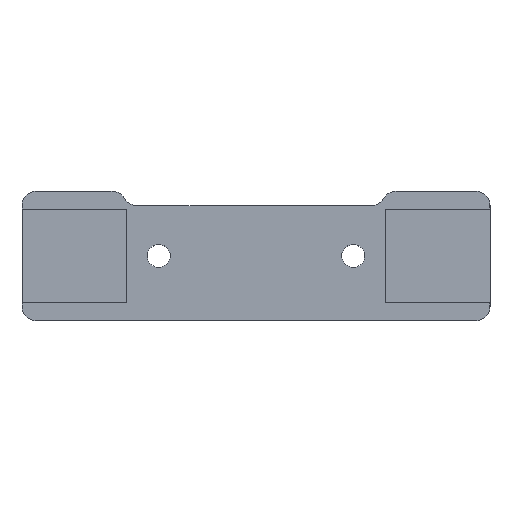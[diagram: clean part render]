
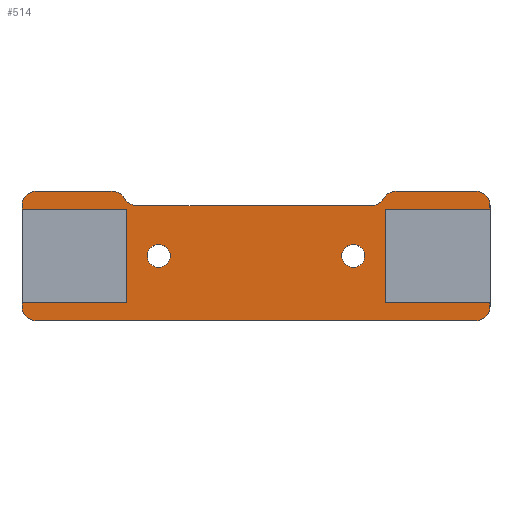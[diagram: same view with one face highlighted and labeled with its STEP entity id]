
A CAD part, top view. The second image highlights one B-rep face of the part: STEP entity #514.
In plain terms, the highlighted planar face has unit normal (0, 0, 1).
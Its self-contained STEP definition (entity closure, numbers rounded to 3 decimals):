
#17=FACE_BOUND('',#89,.T.);
#18=FACE_BOUND('',#90,.T.);
#34=PLANE('',#574);
#60=FACE_OUTER_BOUND('',#88,.T.);
#88=EDGE_LOOP('',(#455,#456,#457,#458,#459,#460,#461,#462,#463,#464,#465,
#466,#467,#468,#469,#470,#471,#472,#473,#474,#475,#476));
#89=EDGE_LOOP('',(#477));
#90=EDGE_LOOP('',(#478));
#93=LINE('',#733,#145);
#105=LINE('',#780,#157);
#108=LINE('',#789,#160);
#112=LINE('',#796,#164);
#115=LINE('',#804,#167);
#118=LINE('',#812,#170);
#120=LINE('',#820,#172);
#124=LINE('',#828,#176);
#127=LINE('',#834,#179);
#131=LINE('',#842,#183);
#134=LINE('',#848,#186);
#137=LINE('',#853,#189);
#139=LINE('',#857,#191);
#140=LINE('',#858,#192);
#145=VECTOR('',#587,10.);
#157=VECTOR('',#633,10.);
#160=VECTOR('',#642,10.);
#164=VECTOR('',#646,10.);
#167=VECTOR('',#655,10.);
#170=VECTOR('',#664,10.);
#172=VECTOR('',#672,10.);
#176=VECTOR('',#678,10.);
#179=VECTOR('',#683,10.);
#183=VECTOR('',#691,10.);
#186=VECTOR('',#696,10.);
#189=VECTOR('',#701,10.);
#191=VECTOR('',#707,10.);
#192=VECTOR('',#708,10.);
#195=CIRCLE('',#530,2.);
#198=CIRCLE('',#535,2.);
#200=CIRCLE('',#538,2.);
#208=CIRCLE('',#548,2.);
#209=CIRCLE('',#551,2.);
#210=CIRCLE('',#554,2.);
#211=CIRCLE('',#557,2.);
#212=CIRCLE('',#560,2.);
#213=CIRCLE('',#571,1.6);
#214=CIRCLE('',#573,1.6);
#215=VERTEX_POINT('',#723);
#216=VERTEX_POINT('',#724);
#219=VERTEX_POINT('',#732);
#223=VERTEX_POINT('',#741);
#224=VERTEX_POINT('',#743);
#236=VERTEX_POINT('',#774);
#237=VERTEX_POINT('',#778);
#238=VERTEX_POINT('',#782);
#239=VERTEX_POINT('',#786);
#240=VERTEX_POINT('',#788);
#243=VERTEX_POINT('',#794);
#244=VERTEX_POINT('',#798);
#245=VERTEX_POINT('',#800);
#246=VERTEX_POINT('',#806);
#247=VERTEX_POINT('',#810);
#248=VERTEX_POINT('',#814);
#249=VERTEX_POINT('',#818);
#250=VERTEX_POINT('',#819);
#253=VERTEX_POINT('',#827);
#255=VERTEX_POINT('',#833);
#257=VERTEX_POINT('',#841);
#259=VERTEX_POINT('',#847);
#261=VERTEX_POINT('',#860);
#262=VERTEX_POINT('',#864);
#263=EDGE_CURVE('',#215,#216,#195,.T.);
#267=EDGE_CURVE('',#216,#219,#93,.T.);
#272=EDGE_CURVE('',#223,#224,#198,.T.);
#275=EDGE_CURVE('',#219,#223,#200,.T.);
#289=EDGE_CURVE('',#236,#215,#208,.T.);
#291=EDGE_CURVE('',#236,#237,#105,.T.);
#293=EDGE_CURVE('',#238,#237,#209,.T.);
#295=EDGE_CURVE('',#239,#240,#108,.T.);
#299=EDGE_CURVE('',#243,#238,#112,.T.);
#301=EDGE_CURVE('',#244,#245,#210,.T.);
#303=EDGE_CURVE('',#224,#244,#115,.T.);
#305=EDGE_CURVE('',#246,#239,#211,.T.);
#307=EDGE_CURVE('',#247,#246,#118,.T.);
#309=EDGE_CURVE('',#248,#247,#212,.T.);
#310=EDGE_CURVE('',#249,#250,#120,.T.);
#314=EDGE_CURVE('',#253,#249,#124,.T.);
#317=EDGE_CURVE('',#255,#253,#127,.T.);
#321=EDGE_CURVE('',#257,#240,#131,.T.);
#324=EDGE_CURVE('',#259,#257,#134,.T.);
#327=EDGE_CURVE('',#243,#259,#137,.T.);
#329=EDGE_CURVE('',#245,#250,#139,.T.);
#330=EDGE_CURVE('',#255,#248,#140,.T.);
#332=EDGE_CURVE('',#261,#261,#213,.T.);
#334=EDGE_CURVE('',#262,#262,#214,.T.);
#455=ORIENTED_EDGE('',*,*,#272,.F.);
#456=ORIENTED_EDGE('',*,*,#275,.F.);
#457=ORIENTED_EDGE('',*,*,#267,.F.);
#458=ORIENTED_EDGE('',*,*,#263,.F.);
#459=ORIENTED_EDGE('',*,*,#289,.F.);
#460=ORIENTED_EDGE('',*,*,#291,.T.);
#461=ORIENTED_EDGE('',*,*,#293,.F.);
#462=ORIENTED_EDGE('',*,*,#299,.F.);
#463=ORIENTED_EDGE('',*,*,#327,.T.);
#464=ORIENTED_EDGE('',*,*,#324,.T.);
#465=ORIENTED_EDGE('',*,*,#321,.T.);
#466=ORIENTED_EDGE('',*,*,#295,.F.);
#467=ORIENTED_EDGE('',*,*,#305,.F.);
#468=ORIENTED_EDGE('',*,*,#307,.F.);
#469=ORIENTED_EDGE('',*,*,#309,.F.);
#470=ORIENTED_EDGE('',*,*,#330,.F.);
#471=ORIENTED_EDGE('',*,*,#317,.T.);
#472=ORIENTED_EDGE('',*,*,#314,.T.);
#473=ORIENTED_EDGE('',*,*,#310,.T.);
#474=ORIENTED_EDGE('',*,*,#329,.F.);
#475=ORIENTED_EDGE('',*,*,#301,.F.);
#476=ORIENTED_EDGE('',*,*,#303,.F.);
#477=ORIENTED_EDGE('',*,*,#334,.F.);
#478=ORIENTED_EDGE('',*,*,#332,.F.);
#514=ADVANCED_FACE('',(#60,#17,#18),#34,.F.);
#530=AXIS2_PLACEMENT_3D('',#725,#579,#580);
#535=AXIS2_PLACEMENT_3D('',#744,#595,#596);
#538=AXIS2_PLACEMENT_3D('',#748,#602,#603);
#548=AXIS2_PLACEMENT_3D('',#776,#628,#629);
#551=AXIS2_PLACEMENT_3D('',#784,#637,#638);
#554=AXIS2_PLACEMENT_3D('',#801,#650,#651);
#557=AXIS2_PLACEMENT_3D('',#808,#659,#660);
#560=AXIS2_PLACEMENT_3D('',#816,#668,#669);
#571=AXIS2_PLACEMENT_3D('',#862,#712,#713);
#573=AXIS2_PLACEMENT_3D('',#866,#717,#718);
#574=AXIS2_PLACEMENT_3D('',#867,#719,#720);
#579=DIRECTION('center_axis',(0.,0.,
1.));
#580=DIRECTION('ref_axis',(-0.5,-0.866,0.));
#587=DIRECTION('',(1.,0.,0.));
#595=DIRECTION('center_axis',(0.,0.,
-1.));
#596=DIRECTION('ref_axis',(-0.5,0.866,0.));
#602=DIRECTION('center_axis',(0.,0.,
1.));
#603=DIRECTION('ref_axis',(0.707,-0.707,0.));
#628=DIRECTION('center_axis',(0.,0.,
-1.));
#629=DIRECTION('ref_axis',(0.707,0.707,0.));
#633=DIRECTION('',(-1.,0.,0.));
#637=DIRECTION('center_axis',(0.,0.,
-1.));
#638=DIRECTION('ref_axis',(-0.707,0.707,0.));
#642=DIRECTION('',(0.,1.,0.));
#646=DIRECTION('',(0.,1.,0.));
#650=DIRECTION('center_axis',(0.,0.,
-1.));
#651=DIRECTION('ref_axis',(0.707,0.707,0.));
#655=DIRECTION('',(1.,0.,0.));
#659=DIRECTION('center_axis',(0.,0.,
-1.));
#660=DIRECTION('ref_axis',(-0.707,-0.707,0.));
#664=DIRECTION('',(-1.,0.,0.));
#668=DIRECTION('center_axis',(0.,0.,
-1.));
#669=DIRECTION('ref_axis',(0.707,-0.707,0.));
#672=DIRECTION('',(1.,0.,0.));
#678=DIRECTION('',(0.,1.,0.));
#683=DIRECTION('',(-1.,0.,0.));
#691=DIRECTION('',(-1.,0.,0.));
#696=DIRECTION('',(0.,-1.,0.));
#701=DIRECTION('',(1.,0.,0.));
#707=DIRECTION('',(0.,-1.,0.));
#708=DIRECTION('',(0.,-1.,0.));
#712=DIRECTION('center_axis',(0.,0.,
1.));
#713=DIRECTION('ref_axis',(-1.,0.,0.));
#717=DIRECTION('center_axis',(0.,0.,
1.));
#718=DIRECTION('ref_axis',(-1.,0.,0.));
#719=DIRECTION('center_axis',(0.,0.,
-1.));
#720=DIRECTION('ref_axis',(-1.,0.,0.));
#723=CARTESIAN_POINT('',(-18.268,-13.,-25.5));
#724=CARTESIAN_POINT('',(-16.536,-14.,-25.5));
#725=CARTESIAN_POINT('Origin',(-16.536,-12.,-25.5));
#732=CARTESIAN_POINT('',(16.,-14.,-25.5));
#733=CARTESIAN_POINT('',(-32.5,-14.,-25.5));
#741=CARTESIAN_POINT('',(17.732,-13.,-25.5));
#743=CARTESIAN_POINT('',(19.464,-12.,-25.5));
#744=CARTESIAN_POINT('Origin',(19.464,-14.,-25.5));
#748=CARTESIAN_POINT('Origin',(16.,-12.,-25.5));
#774=CARTESIAN_POINT('',(-20.,-12.,-25.5));
#776=CARTESIAN_POINT('Origin',(-20.,-14.,-25.5));
#778=CARTESIAN_POINT('',(-30.5,-12.,-25.5));
#780=CARTESIAN_POINT('',(-18.,-12.,-25.5));
#782=CARTESIAN_POINT('',(-32.5,-14.,-25.5));
#784=CARTESIAN_POINT('Origin',(-30.5,-14.,-25.5));
#786=CARTESIAN_POINT('',(-32.5,-28.,-25.5));
#788=CARTESIAN_POINT('',(-32.5,-27.5,-25.5));
#789=CARTESIAN_POINT('',(-32.5,-30.,-25.5));
#794=CARTESIAN_POINT('',(-32.5,-14.5,-25.5));
#796=CARTESIAN_POINT('',(-32.5,-30.,-25.5));
#798=CARTESIAN_POINT('',(30.5,-12.,-25.5));
#800=CARTESIAN_POINT('',(32.5,-14.,-25.5));
#801=CARTESIAN_POINT('Origin',(30.5,-14.,-25.5));
#804=CARTESIAN_POINT('',(18.,-12.,-25.5));
#806=CARTESIAN_POINT('',(-30.5,-30.,-25.5));
#808=CARTESIAN_POINT('Origin',(-30.5,-28.,-25.5));
#810=CARTESIAN_POINT('',(30.5,-30.,-25.5));
#812=CARTESIAN_POINT('',(32.5,-30.,-25.5));
#814=CARTESIAN_POINT('',(32.5,-28.,-25.5));
#816=CARTESIAN_POINT('Origin',(30.5,-28.,-25.5));
#818=CARTESIAN_POINT('',(18.,-14.5,-25.5));
#819=CARTESIAN_POINT('',(32.5,-14.5,-25.5));
#820=CARTESIAN_POINT('',(9.,-14.5,-25.5));
#827=CARTESIAN_POINT('',(18.,-27.5,-25.5));
#828=CARTESIAN_POINT('',(18.,-24.25,-25.5));
#833=CARTESIAN_POINT('',(32.5,-27.5,-25.5));
#834=CARTESIAN_POINT('',(16.25,-27.5,-25.5));
#841=CARTESIAN_POINT('',(-18.,-27.5,-25.5));
#842=CARTESIAN_POINT('',(-9.,-27.5,-25.5));
#847=CARTESIAN_POINT('',(-18.,-14.5,-25.5));
#848=CARTESIAN_POINT('',(-18.,-17.75,-25.5));
#853=CARTESIAN_POINT('',(-16.25,-14.5,-25.5));
#857=CARTESIAN_POINT('',(32.5,-12.,-25.5));
#858=CARTESIAN_POINT('',(32.5,-12.,-25.5));
#860=CARTESIAN_POINT('',(-11.9,-21.,-25.5));
#862=CARTESIAN_POINT('Origin',(-13.5,-21.,-25.5));
#864=CARTESIAN_POINT('',(15.1,-21.,-25.5));
#866=CARTESIAN_POINT('Origin',(13.5,-21.,-25.5));
#867=CARTESIAN_POINT('Origin',(0.,-21.,-25.5));
